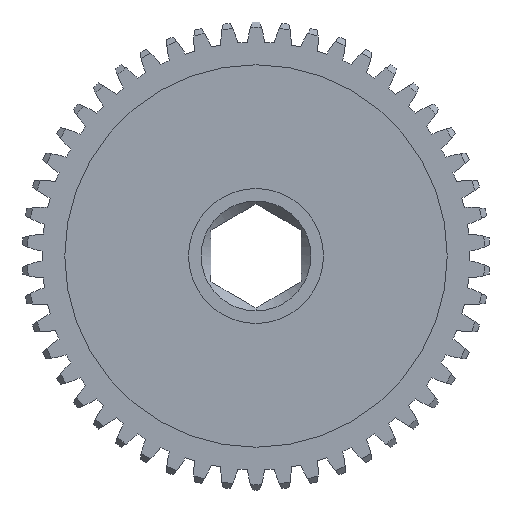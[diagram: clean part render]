
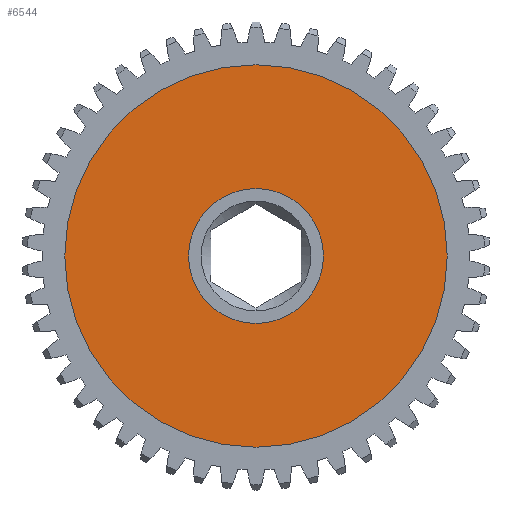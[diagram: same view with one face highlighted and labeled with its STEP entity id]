
A CAD part, left-side view. The second image highlights one B-rep face of the part: STEP entity #6544.
In plain terms, the highlighted planar face has unit normal (-1, 0, 0).
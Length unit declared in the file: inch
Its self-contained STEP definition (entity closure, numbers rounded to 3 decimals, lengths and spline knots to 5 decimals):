
#389 = VERTEX_POINT ( 'NONE', #5904 ) ;
#1381 = AXIS2_PLACEMENT_3D ( 'NONE', #9543, #1508, #5077 ) ;
#1508 = DIRECTION ( 'NONE',  ( 1., 0., 0. ) ) ;
#1549 = AXIS2_PLACEMENT_3D ( 'NONE', #6721, #7711, #9415 ) ;
#1962 = CIRCLE ( 'NONE', #6836, 1.0625 ) ;
#2040 = ORIENTED_EDGE ( 'NONE', *, *, #11038, .F. ) ;
#2080 = VERTEX_POINT ( 'NONE', #5960 ) ;
#2113 = CIRCLE ( 'NONE', #6032, 0.375 ) ;
#2377 = EDGE_CURVE ( 'NONE', #6787, #2080, #2113, .T. ) ;
#2426 = DIRECTION ( 'NONE',  ( 0., 0., -1. ) ) ;
#2514 = PLANE ( 'NONE',  #1381 ) ;
#2784 = CARTESIAN_POINT ( 'NONE',  ( 0.1375, 0., 0. ) ) ;
#2870 = EDGE_CURVE ( 'NONE', #389, #4902, #1962, .T. ) ;
#3661 = DIRECTION ( 'NONE',  ( 1., 0., 0. ) ) ;
#3731 = CARTESIAN_POINT ( 'NONE',  ( 0.1375, 0., 0.375 ) ) ;
#4902 = VERTEX_POINT ( 'NONE', #9374 ) ;
#5027 = FACE_OUTER_BOUND ( 'NONE', #11046, .T. ) ;
#5077 = DIRECTION ( 'NONE',  ( 0., 0., -1. ) ) ;
#5183 = AXIS2_PLACEMENT_3D ( 'NONE', #2784, #3661, #11505 ) ;
#5532 = EDGE_LOOP ( 'NONE', ( #10904, #6774 ) ) ;
#5904 = CARTESIAN_POINT ( 'NONE',  ( 0.1375, 0., -1.0625 ) ) ;
#5953 = FACE_BOUND ( 'NONE', #5532, .T. ) ;
#5960 = CARTESIAN_POINT ( 'NONE',  ( 0.1375, 0., -0.375 ) ) ;
#6032 = AXIS2_PLACEMENT_3D ( 'NONE', #10999, #6530, #10290 ) ;
#6530 = DIRECTION ( 'NONE',  ( 1., 0., 0. ) ) ;
#6544 = ADVANCED_FACE ( 'NONE', ( #5027, #5953 ), #2514, .F. ) ;
#6641 = CARTESIAN_POINT ( 'NONE',  ( 0.1375, 0., 0. ) ) ;
#6721 = CARTESIAN_POINT ( 'NONE',  ( 0.1375, 0., 0. ) ) ;
#6774 = ORIENTED_EDGE ( 'NONE', *, *, #2377, .T. ) ;
#6787 = VERTEX_POINT ( 'NONE', #3731 ) ;
#6836 = AXIS2_PLACEMENT_3D ( 'NONE', #6641, #11160, #2426 ) ;
#7711 = DIRECTION ( 'NONE',  ( 1., 0., 0. ) ) ;
#8369 = CIRCLE ( 'NONE', #5183, 0.375 ) ;
#9374 = CARTESIAN_POINT ( 'NONE',  ( 0.1375, 0., 1.0625 ) ) ;
#9415 = DIRECTION ( 'NONE',  ( 0., 0., -1. ) ) ;
#9543 = CARTESIAN_POINT ( 'NONE',  ( 0.1375, 0., 0. ) ) ;
#9771 = EDGE_CURVE ( 'NONE', #2080, #6787, #8369, .T. ) ;
#9984 = CIRCLE ( 'NONE', #1549, 1.0625 ) ;
#10278 = ORIENTED_EDGE ( 'NONE', *, *, #2870, .F. ) ;
#10290 = DIRECTION ( 'NONE',  ( 0., 0., -1. ) ) ;
#10904 = ORIENTED_EDGE ( 'NONE', *, *, #9771, .T. ) ;
#10999 = CARTESIAN_POINT ( 'NONE',  ( 0.1375, 0., 0. ) ) ;
#11038 = EDGE_CURVE ( 'NONE', #4902, #389, #9984, .T. ) ;
#11046 = EDGE_LOOP ( 'NONE', ( #2040, #10278 ) ) ;
#11160 = DIRECTION ( 'NONE',  ( 1., 0., 0. ) ) ;
#11505 = DIRECTION ( 'NONE',  ( 0., 0., -1. ) ) ;
